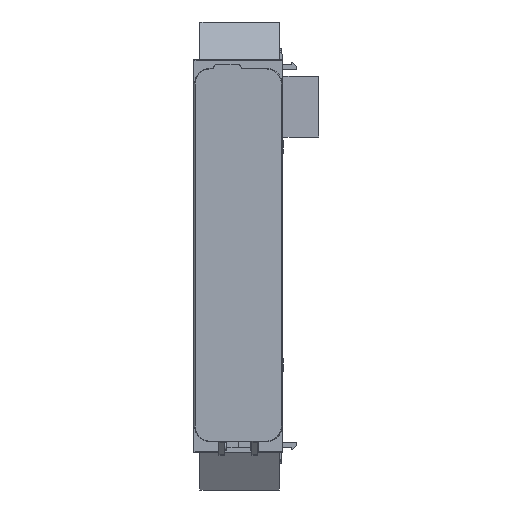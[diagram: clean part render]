
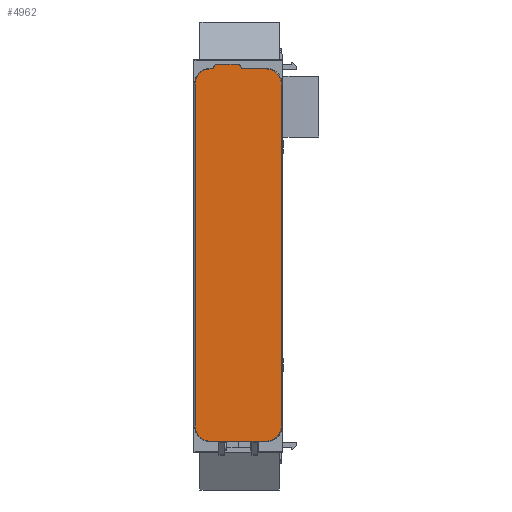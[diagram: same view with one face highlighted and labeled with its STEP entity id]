
A CAD part, left-side view. The second image highlights one B-rep face of the part: STEP entity #4962.
In plain terms, the highlighted planar face has unit normal (-1, 0, 0).
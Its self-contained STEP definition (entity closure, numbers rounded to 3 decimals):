
#254 = VERTEX_POINT ( 'NONE', #18570 ) ;
#257 = ORIENTED_EDGE ( 'NONE', *, *, #9782, .F. ) ;
#294 = DIRECTION ( 'NONE',  ( 0., 0., -1. ) ) ;
#297 = EDGE_CURVE ( 'NONE', #22225, #24696, #5009, .T. ) ;
#537 = CARTESIAN_POINT ( 'NONE',  ( -63.35, 18.3, -42.85 ) ) ;
#614 = CARTESIAN_POINT ( 'NONE',  ( -63.35, 18.3, 43.35 ) ) ;
#978 = LINE ( 'NONE', #9383, #20677 ) ;
#1440 = VERTEX_POINT ( 'NONE', #11737 ) ;
#1592 = CARTESIAN_POINT ( 'NONE',  ( -63.35, 22.13, -42.85 ) ) ;
#1738 = VECTOR ( 'NONE', #294, 1000. ) ;
#2062 = CIRCLE ( 'NONE', #17482, 3.83 ) ;
#2471 = VECTOR ( 'NONE', #26626, 1000. ) ;
#3315 = CIRCLE ( 'NONE', #18719, 1. ) ;
#3463 = LINE ( 'NONE', #18210, #2471 ) ;
#4065 = DIRECTION ( 'NONE',  ( 0., 0., -1. ) ) ;
#4105 = LINE ( 'NONE', #12509, #16292 ) ;
#4113 = DIRECTION ( 'NONE',  ( 0., -1., 0. ) ) ;
#4434 = AXIS2_PLACEMENT_3D ( 'NONE', #537, #8939, #17363 ) ;
#4962 = ADVANCED_FACE ( 'NONE', ( #11014 ), #19428, .F. ) ;
#5001 = CARTESIAN_POINT ( 'NONE',  ( -63.35, 18.343, 47.18 ) ) ;
#5009 = CIRCLE ( 'NONE', #16895, 3.83 ) ;
#5124 = ORIENTED_EDGE ( 'NONE', *, *, #6958, .F. ) ;
#5675 = CIRCLE ( 'NONE', #17569, 3.83 ) ;
#5779 = EDGE_CURVE ( 'NONE', #24083, #1440, #978, .T. ) ;
#6668 = LINE ( 'NONE', #15086, #21327 ) ;
#6801 = EDGE_CURVE ( 'NONE', #254, #16102, #5675, .T. ) ;
#6862 = VERTEX_POINT ( 'NONE', #14822 ) ;
#6958 = EDGE_CURVE ( 'NONE', #11343, #24083, #11422, .T. ) ;
#7397 = DIRECTION ( 'NONE',  ( 0., 0., 1. ) ) ;
#7506 = ORIENTED_EDGE ( 'NONE', *, *, #5779, .F. ) ;
#7694 = ORIENTED_EDGE ( 'NONE', *, *, #14613, .F. ) ;
#7902 = DIRECTION ( 'NONE',  ( 1., 0., 0. ) ) ;
#8300 = AXIS2_PLACEMENT_3D ( 'NONE', #614, #9016, #17434 ) ;
#8383 = ORIENTED_EDGE ( 'NONE', *, *, #16981, .F. ) ;
#8644 = CARTESIAN_POINT ( 'NONE',  ( -63.35, 11.5, 47.35 ) ) ;
#8760 = CARTESIAN_POINT ( 'NONE',  ( -63.35, 4.2, -46.68 ) ) ;
#8939 = DIRECTION ( 'NONE',  ( 1., 0., 0. ) ) ;
#9016 = DIRECTION ( 'NONE',  ( 1., 0., 0. ) ) ;
#9383 = CARTESIAN_POINT ( 'NONE',  ( -63.35, 4.2, 47.18 ) ) ;
#9440 = ORIENTED_EDGE ( 'NONE', *, *, #15648, .F. ) ;
#9782 = EDGE_CURVE ( 'NONE', #22601, #11343, #3463, .T. ) ;
#10250 = EDGE_LOOP ( 'NONE', ( #9440, #13268, #8383, #7506, #5124, #257, #12517, #7694, #26121, #10949, #22142, #25729 ) ) ;
#10285 = CARTESIAN_POINT ( 'NONE',  ( -63.35, 4.2, -42.85 ) ) ;
#10710 = CARTESIAN_POINT ( 'NONE',  ( -63.35, 16.5, 48.35 ) ) ;
#10764 = LINE ( 'NONE', #19184, #1738 ) ;
#10949 = ORIENTED_EDGE ( 'NONE', *, *, #25543, .F. ) ;
#11014 = FACE_OUTER_BOUND ( 'NONE', #10250, .T. ) ;
#11343 = VERTEX_POINT ( 'NONE', #15472 ) ;
#11422 = CIRCLE ( 'NONE', #8300, 3.83 ) ;
#11729 = AXIS2_PLACEMENT_3D ( 'NONE', #17884, #26295, #7397 ) ;
#11737 = CARTESIAN_POINT ( 'NONE',  ( -63.35, 17.483, 47.18 ) ) ;
#12404 = VERTEX_POINT ( 'NONE', #13787 ) ;
#12509 = CARTESIAN_POINT ( 'NONE',  ( -63.35, 18.3, 48.35 ) ) ;
#12517 = ORIENTED_EDGE ( 'NONE', *, *, #17511, .F. ) ;
#12713 = VERTEX_POINT ( 'NONE', #19688 ) ;
#13268 = ORIENTED_EDGE ( 'NONE', *, *, #22286, .F. ) ;
#13787 = CARTESIAN_POINT ( 'NONE',  ( -63.35, 11.5, 48.35 ) ) ;
#14312 = CARTESIAN_POINT ( 'NONE',  ( -63.35, 0.37, -42.85 ) ) ;
#14552 = CARTESIAN_POINT ( 'NONE',  ( -63.35, 4.2, 43.35 ) ) ;
#14595 = LINE ( 'NONE', #23015, #23231 ) ;
#14613 = EDGE_CURVE ( 'NONE', #24696, #6862, #6668, .T. ) ;
#14822 = CARTESIAN_POINT ( 'NONE',  ( -63.35, 18.3, -46.68 ) ) ;
#15086 = CARTESIAN_POINT ( 'NONE',  ( -63.35, 18.3, -46.68 ) ) ;
#15101 = CARTESIAN_POINT ( 'NONE',  ( -63.35, 0.37, 43.35 ) ) ;
#15472 = CARTESIAN_POINT ( 'NONE',  ( -63.35, 22.13, 43.35 ) ) ;
#15648 = EDGE_CURVE ( 'NONE', #12404, #12713, #3315, .T. ) ;
#16102 = VERTEX_POINT ( 'NONE', #15101 ) ;
#16292 = VECTOR ( 'NONE', #20922, 1000. ) ;
#16318 = DIRECTION ( 'NONE',  ( 0., 1., 0. ) ) ;
#16895 = AXIS2_PLACEMENT_3D ( 'NONE', #10285, #18709, #27107 ) ;
#16981 = EDGE_CURVE ( 'NONE', #1440, #22357, #23636, .T. ) ;
#17064 = DIRECTION ( 'NONE',  ( 1., 0., 0. ) ) ;
#17363 = DIRECTION ( 'NONE',  ( 0., 0., -1. ) ) ;
#17434 = DIRECTION ( 'NONE',  ( 0., 1., 0. ) ) ;
#17482 = AXIS2_PLACEMENT_3D ( 'NONE', #26795, #7902, #16318 ) ;
#17511 = EDGE_CURVE ( 'NONE', #6862, #22601, #2062, .T. ) ;
#17569 = AXIS2_PLACEMENT_3D ( 'NONE', #14552, #22968, #4065 ) ;
#17805 = DIRECTION ( 'NONE',  ( 0., -1., 0. ) ) ;
#17884 = CARTESIAN_POINT ( 'NONE',  ( -63.35, 16.5, 47.352 ) ) ;
#18210 = CARTESIAN_POINT ( 'NONE',  ( -63.35, 22.13, 43.35 ) ) ;
#18570 = CARTESIAN_POINT ( 'NONE',  ( -63.35, 4.2, 47.18 ) ) ;
#18709 = DIRECTION ( 'NONE',  ( 1., 0., 0. ) ) ;
#18719 = AXIS2_PLACEMENT_3D ( 'NONE', #8644, #17064, #25475 ) ;
#19184 = CARTESIAN_POINT ( 'NONE',  ( -63.35, 0.37, -42.85 ) ) ;
#19428 = PLANE ( 'NONE',  #4434 ) ;
#19688 = CARTESIAN_POINT ( 'NONE',  ( -63.35, 10.515, 47.18 ) ) ;
#20677 = VECTOR ( 'NONE', #17805, 1000. ) ;
#20922 = DIRECTION ( 'NONE',  ( 0., -1., 0. ) ) ;
#21327 = VECTOR ( 'NONE', #23511, 1000. ) ;
#22142 = ORIENTED_EDGE ( 'NONE', *, *, #6801, .F. ) ;
#22225 = VERTEX_POINT ( 'NONE', #14312 ) ;
#22286 = EDGE_CURVE ( 'NONE', #22357, #12404, #4105, .T. ) ;
#22357 = VERTEX_POINT ( 'NONE', #10710 ) ;
#22601 = VERTEX_POINT ( 'NONE', #1592 ) ;
#22968 = DIRECTION ( 'NONE',  ( 1., 0., 0. ) ) ;
#23015 = CARTESIAN_POINT ( 'NONE',  ( -63.35, 4.2, 47.18 ) ) ;
#23124 = EDGE_CURVE ( 'NONE', #12713, #254, #14595, .T. ) ;
#23231 = VECTOR ( 'NONE', #4113, 1000. ) ;
#23511 = DIRECTION ( 'NONE',  ( 0., 1., 0. ) ) ;
#23636 = CIRCLE ( 'NONE', #11729, 0.998 ) ;
#24083 = VERTEX_POINT ( 'NONE', #5001 ) ;
#24696 = VERTEX_POINT ( 'NONE', #8760 ) ;
#25475 = DIRECTION ( 'NONE',  ( 0., 0., 1. ) ) ;
#25543 = EDGE_CURVE ( 'NONE', #16102, #22225, #10764, .T. ) ;
#25729 = ORIENTED_EDGE ( 'NONE', *, *, #23124, .F. ) ;
#26121 = ORIENTED_EDGE ( 'NONE', *, *, #297, .F. ) ;
#26295 = DIRECTION ( 'NONE',  ( 1., 0., 0. ) ) ;
#26626 = DIRECTION ( 'NONE',  ( 0., 0., 1. ) ) ;
#26795 = CARTESIAN_POINT ( 'NONE',  ( -63.35, 18.3, -42.85 ) ) ;
#27107 = DIRECTION ( 'NONE',  ( 0., 0., -1. ) ) ;
